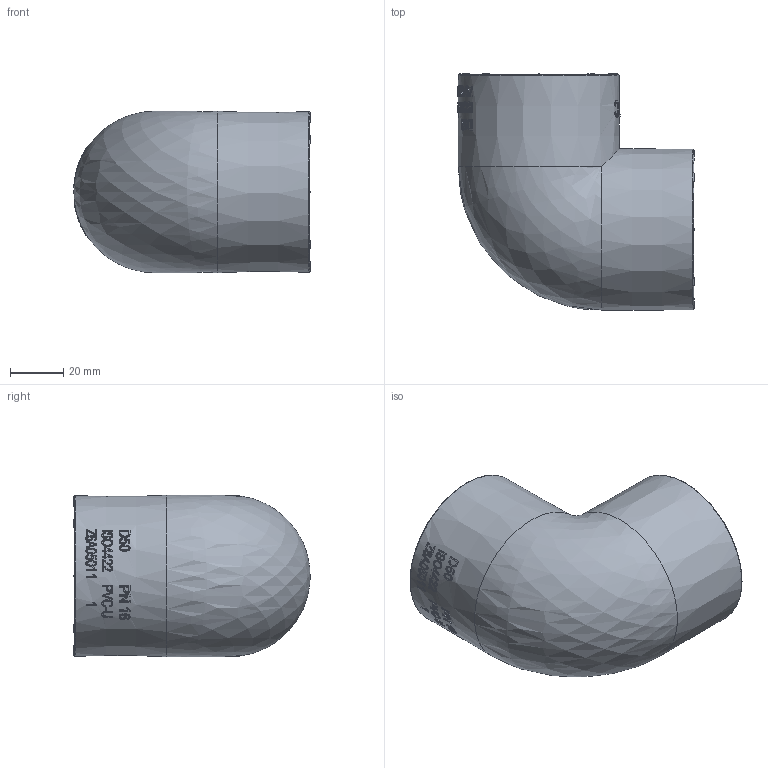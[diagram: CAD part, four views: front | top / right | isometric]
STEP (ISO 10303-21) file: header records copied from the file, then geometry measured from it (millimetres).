
FILE_DESCRIPTION(/* description */ (''),/* implementation_level */ '2;1');
FILE_NAME(/* name */ '50弯头90°.stp',/* time_stamp */ '2025-09-06T15:24:42+08:00',/* author */ (''),/* organization */ (''),/* preprocessor_version */ 'ST-DEVELOPER v16.7',/* originating_system */ 'SIEMENS PLM Software NX 12.0',/* authorisation */ '');
FILE_SCHEMA (('AUTOMOTIVE_DESIGN { 1 0 10303 214 3 1 1 1 }'));
Length unit declared in the file: millimetre
Products named in the file (1): Admi3FE060005civ
Bounding box: 88.72 x 88.53 x 60.56 mm (x, y, z)
Volume: 106160.1 mm3; surface area: 38630.3 mm2
Topology: 1 solids, 1 shells, 338 faces, 867 edges, 544 vertices
Faces by surface type: bspline 208, cone 58, sphere 32, plane 18, cylinder 18, torus 4
Full cylindrical faces by diameter (mm): 47.047 x2
Entity records: 21046 total; most frequent: CARTESIAN_POINT 14848, ORIENTED_EDGE 1618, EDGE_CURVE 809, B_SPLINE_CURVE_WITH_KNOTS 632, DIRECTION 584, VERTEX_POINT 542, EDGE_LOOP 409, ADVANCED_FACE 338
